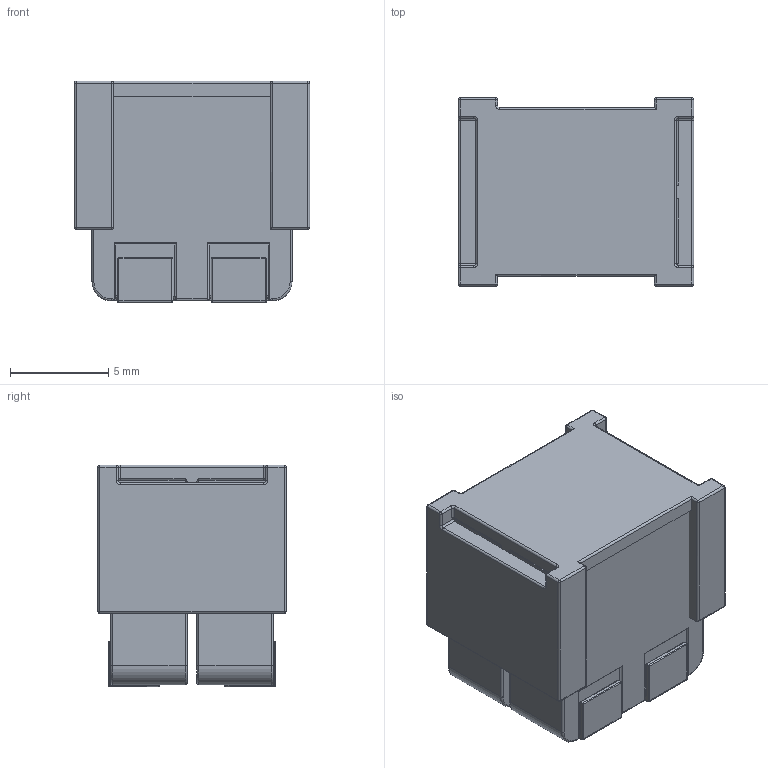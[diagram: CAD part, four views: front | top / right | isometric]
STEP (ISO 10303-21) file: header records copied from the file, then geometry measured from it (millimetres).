
FILE_DESCRIPTION(/* description */ (''),/* implementation_level */ '2;1');
FILE_NAME(/* name */ 'TBMA1004P4V.stp',/* time_stamp */ '2017-07-14T10:05:05+08:00',/* author */ ('louklo'),/* organization */ ('unknown'),/* preprocessor_version */ 'ST-DEVELOPER v16.1',/* originating_system */ 'Autodesk Inventor 2016',/* authorisation */ '');
FILE_SCHEMA (('AUTOMOTIVE_DESIGN { 1 0 10303 214 3 1 1 }'));
Length unit declared in the file: millimetre
Products named in the file (1): TBMA1004P4V
Bounding box: 12 x 9.6 x 11.3 mm (x, y, z)
Volume: 1078.7 mm3; surface area: 1544.2 mm2
Topology: 7 solids, 7 shells, 478 faces, 1078 edges, 606 vertices
Faces by surface type: cylinder 229, plane 108, sphere 72, torus 59, bspline 10
Entity records: 13466 total; most frequent: CARTESIAN_POINT 2615, DIRECTION 2469, ORIENTED_EDGE 2156, EDGE_CURVE 1078, AXIS2_PLACEMENT_3D 976, VERTEX_POINT 606, LINE 517, VECTOR 517
